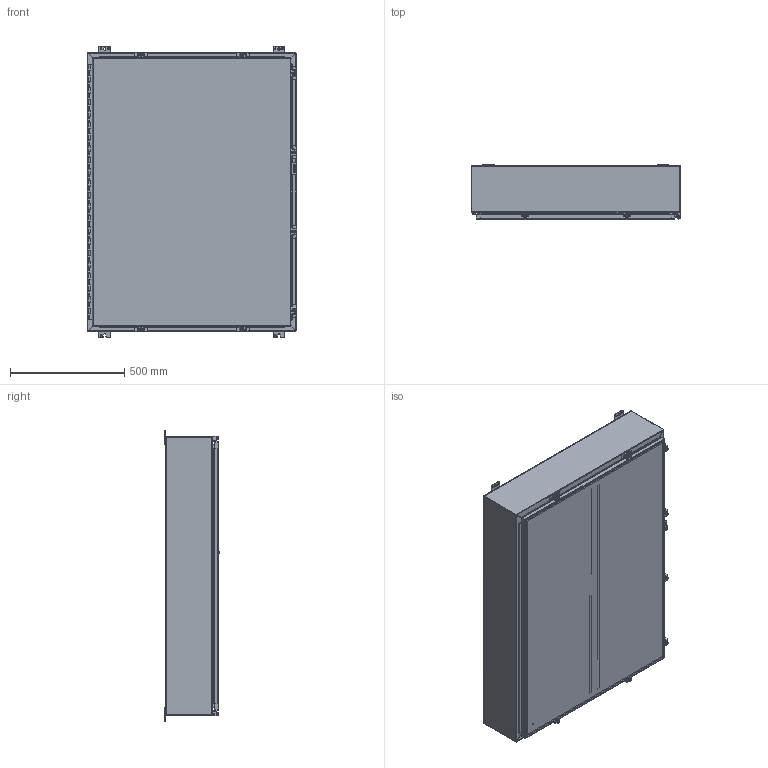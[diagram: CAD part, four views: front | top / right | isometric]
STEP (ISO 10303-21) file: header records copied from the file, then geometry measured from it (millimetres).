
FILE_DESCRIPTION (( 'STEP AP203' ), '1' );
FILE_NAME ('1418N4S16S8_Default.step', '2019-11-01T18:30:22', ( 'ADC123' ), ( 'Microsoft' ), 'SwSTEP 2.0', 'SolidWorks 2019', '' );
FILE_SCHEMA (( 'CONFIG_CONTROL_DESIGN' ));
Length unit declared in the file: inch
Products named in the file (1): 1418N4S16S8_Default
Bounding box: 916 x 238.12 x 1276.35 mm (x, y, z)
Volume: 9181497.8 mm3; surface area: 9385870.1 mm2
Topology: 64 solids, 65 shells, 2195 faces, 5717 edges, 3713 vertices
Faces by surface type: plane 1140, cylinder 873, bspline 174, cone 8
Entity records: 75538 total; most frequent: CARTESIAN_POINT 21514, ORIENTED_EDGE 11426, DIRECTION 11027, EDGE_CURVE 5713, AXIS2_PLACEMENT_3D 3756, VERTEX_POINT 3713, VECTOR 3515, LINE 3515
